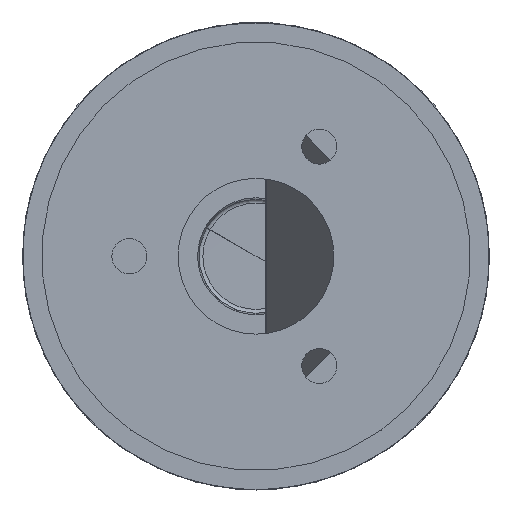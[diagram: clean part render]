
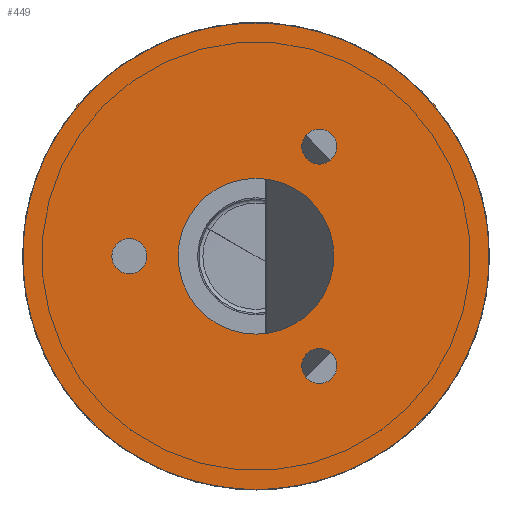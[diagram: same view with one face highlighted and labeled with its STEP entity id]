
A CAD part, front view. The second image highlights one B-rep face of the part: STEP entity #449.
In plain terms, the highlighted planar face has unit normal (0, -1, 0).
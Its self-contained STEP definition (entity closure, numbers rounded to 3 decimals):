
#192 = DIRECTION ( 'NONE',  ( 0., 0., 1. ) ) ;
#384 = CIRCLE ( 'NONE', #5680, 4.5 ) ;
#449 = ADVANCED_FACE ( 'NONE', ( #18335, #27670, #40427, #24760, #17506 ), #20818, .F. ) ;
#532 = AXIS2_PLACEMENT_3D ( 'NONE', #15076, #27724, #8873 ) ;
#652 = VERTEX_POINT ( 'NONE', #13737 ) ;
#1258 = ORIENTED_EDGE ( 'NONE', *, *, #36677, .T. ) ;
#2067 = AXIS2_PLACEMENT_3D ( 'NONE', #17522, #29940, #14615 ) ;
#2473 = DIRECTION ( 'NONE',  ( 0., 0., 1. ) ) ;
#3068 = CIRCLE ( 'NONE', #31443, 4.5 ) ;
#3194 = CARTESIAN_POINT ( 'NONE',  ( 16.25, 0., -28.146 ) ) ;
#3585 = ORIENTED_EDGE ( 'NONE', *, *, #31840, .F. ) ;
#3640 = DIRECTION ( 'NONE',  ( 0., 1., 0. ) ) ;
#3962 = CARTESIAN_POINT ( 'NONE',  ( -32.5, 0., 4.5 ) ) ;
#4070 = EDGE_CURVE ( 'NONE', #31269, #7250, #22854, .T. ) ;
#4153 = EDGE_CURVE ( 'NONE', #7616, #24928, #3068, .T. ) ;
#5063 = EDGE_LOOP ( 'NONE', ( #23566, #22899 ) ) ;
#5132 = EDGE_LOOP ( 'NONE', ( #40007, #13278 ) ) ;
#5680 = AXIS2_PLACEMENT_3D ( 'NONE', #3194, #35825, #25919 ) ;
#7250 = VERTEX_POINT ( 'NONE', #7508 ) ;
#7508 = CARTESIAN_POINT ( 'NONE',  ( 16.25, 0., 32.646 ) ) ;
#7616 = VERTEX_POINT ( 'NONE', #3962 ) ;
#8025 = CARTESIAN_POINT ( 'NONE',  ( 0., 0., 20. ) ) ;
#8873 = DIRECTION ( 'NONE',  ( 0., 0., 1. ) ) ;
#8888 = CARTESIAN_POINT ( 'NONE',  ( -32.5, 0., -4.5 ) ) ;
#9480 = EDGE_CURVE ( 'NONE', #652, #26021, #31239, .T. ) ;
#10039 = CARTESIAN_POINT ( 'NONE',  ( 16.25, 0., 23.646 ) ) ;
#10186 = CIRCLE ( 'NONE', #40560, 4.5 ) ;
#11586 = ORIENTED_EDGE ( 'NONE', *, *, #4070, .T. ) ;
#12251 = DIRECTION ( 'NONE',  ( 0., 0., 1. ) ) ;
#13042 = CIRCLE ( 'NONE', #532, 4.5 ) ;
#13278 = ORIENTED_EDGE ( 'NONE', *, *, #4153, .T. ) ;
#13737 = CARTESIAN_POINT ( 'NONE',  ( 16.25, 0., -32.646 ) ) ;
#14615 = DIRECTION ( 'NONE',  ( 0., 0., 1. ) ) ;
#15076 = CARTESIAN_POINT ( 'NONE',  ( -32.5, 0., 0. ) ) ;
#15255 = CARTESIAN_POINT ( 'NONE',  ( 0., 0., 0. ) ) ;
#15811 = ORIENTED_EDGE ( 'NONE', *, *, #33425, .T. ) ;
#16931 = EDGE_CURVE ( 'NONE', #20767, #24671, #20367, .T. ) ;
#17506 = FACE_BOUND ( 'NONE', #32295, .T. ) ;
#17522 = CARTESIAN_POINT ( 'NONE',  ( 0., 0., 0. ) ) ;
#17717 = CARTESIAN_POINT ( 'NONE',  ( 0., 0., 0. ) ) ;
#18333 = DIRECTION ( 'NONE',  ( 0., 0., 1. ) ) ;
#18335 = FACE_OUTER_BOUND ( 'NONE', #39549, .T. ) ;
#18644 = AXIS2_PLACEMENT_3D ( 'NONE', #17717, #3640, #28250 ) ;
#18682 = CARTESIAN_POINT ( 'NONE',  ( 0., 0., 0. ) ) ;
#19072 = CIRCLE ( 'NONE', #20387, 20. ) ;
#19335 = CARTESIAN_POINT ( 'NONE',  ( -32.5, 0., 0. ) ) ;
#20367 = CIRCLE ( 'NONE', #30934, 60. ) ;
#20387 = AXIS2_PLACEMENT_3D ( 'NONE', #18682, #28016, #12251 ) ;
#20767 = VERTEX_POINT ( 'NONE', #30111 ) ;
#20818 = PLANE ( 'NONE',  #18644 ) ;
#21556 = DIRECTION ( 'NONE',  ( 0., 0., 1. ) ) ;
#22588 = VERTEX_POINT ( 'NONE', #25232 ) ;
#22854 = CIRCLE ( 'NONE', #38043, 4.5 ) ;
#22899 = ORIENTED_EDGE ( 'NONE', *, *, #26775, .T. ) ;
#23301 = DIRECTION ( 'NONE',  ( 0., 0., 1. ) ) ;
#23566 = ORIENTED_EDGE ( 'NONE', *, *, #9480, .T. ) ;
#24671 = VERTEX_POINT ( 'NONE', #31862 ) ;
#24760 = FACE_BOUND ( 'NONE', #5063, .T. ) ;
#24928 = VERTEX_POINT ( 'NONE', #8888 ) ;
#25232 = CARTESIAN_POINT ( 'NONE',  ( 0., 0., -20. ) ) ;
#25715 = AXIS2_PLACEMENT_3D ( 'NONE', #37051, #30451, #21556 ) ;
#25919 = DIRECTION ( 'NONE',  ( 0., 0., 1. ) ) ;
#26021 = VERTEX_POINT ( 'NONE', #36578 ) ;
#26775 = EDGE_CURVE ( 'NONE', #26021, #652, #384, .T. ) ;
#27670 = FACE_BOUND ( 'NONE', #36964, .T. ) ;
#27724 = DIRECTION ( 'NONE',  ( 0., 1., 0. ) ) ;
#28016 = DIRECTION ( 'NONE',  ( 0., 1., 0. ) ) ;
#28250 = DIRECTION ( 'NONE',  ( 0., 0., 1. ) ) ;
#28482 = EDGE_CURVE ( 'NONE', #24928, #7616, #13042, .T. ) ;
#29307 = EDGE_CURVE ( 'NONE', #39648, #22588, #19072, .T. ) ;
#29940 = DIRECTION ( 'NONE',  ( 0., 1., 0. ) ) ;
#30111 = CARTESIAN_POINT ( 'NONE',  ( 0., 0., -60. ) ) ;
#30451 = DIRECTION ( 'NONE',  ( 0., 1., 0. ) ) ;
#30934 = AXIS2_PLACEMENT_3D ( 'NONE', #15255, #34042, #2473 ) ;
#31239 = CIRCLE ( 'NONE', #32546, 4.5 ) ;
#31269 = VERTEX_POINT ( 'NONE', #10039 ) ;
#31443 = AXIS2_PLACEMENT_3D ( 'NONE', #19335, #35031, #31943 ) ;
#31596 = CARTESIAN_POINT ( 'NONE',  ( 16.25, 0., -28.146 ) ) ;
#31840 = EDGE_CURVE ( 'NONE', #24671, #20767, #37568, .T. ) ;
#31862 = CARTESIAN_POINT ( 'NONE',  ( 0., 0., 60. ) ) ;
#31943 = DIRECTION ( 'NONE',  ( 0., 0., 1. ) ) ;
#32295 = EDGE_LOOP ( 'NONE', ( #11586, #1258 ) ) ;
#32546 = AXIS2_PLACEMENT_3D ( 'NONE', #31596, #34884, #192 ) ;
#32573 = CARTESIAN_POINT ( 'NONE',  ( 16.25, 0., 28.146 ) ) ;
#33425 = EDGE_CURVE ( 'NONE', #22588, #39648, #35721, .T. ) ;
#34042 = DIRECTION ( 'NONE',  ( 0., 1., 0. ) ) ;
#34621 = CARTESIAN_POINT ( 'NONE',  ( 16.25, 0., 28.146 ) ) ;
#34884 = DIRECTION ( 'NONE',  ( 0., 1., 0. ) ) ;
#35031 = DIRECTION ( 'NONE',  ( 0., 1., 0. ) ) ;
#35721 = CIRCLE ( 'NONE', #2067, 20. ) ;
#35825 = DIRECTION ( 'NONE',  ( 0., 1., 0. ) ) ;
#36578 = CARTESIAN_POINT ( 'NONE',  ( 16.25, 0., -23.646 ) ) ;
#36677 = EDGE_CURVE ( 'NONE', #7250, #31269, #10186, .T. ) ;
#36964 = EDGE_LOOP ( 'NONE', ( #15811, #37034 ) ) ;
#37034 = ORIENTED_EDGE ( 'NONE', *, *, #29307, .T. ) ;
#37051 = CARTESIAN_POINT ( 'NONE',  ( 0., 0., 0. ) ) ;
#37081 = ORIENTED_EDGE ( 'NONE', *, *, #16931, .F. ) ;
#37322 = DIRECTION ( 'NONE',  ( 0., 1., 0. ) ) ;
#37568 = CIRCLE ( 'NONE', #25715, 60. ) ;
#38043 = AXIS2_PLACEMENT_3D ( 'NONE', #34621, #37322, #18333 ) ;
#39549 = EDGE_LOOP ( 'NONE', ( #37081, #3585 ) ) ;
#39579 = DIRECTION ( 'NONE',  ( 0., 1., 0. ) ) ;
#39648 = VERTEX_POINT ( 'NONE', #8025 ) ;
#40007 = ORIENTED_EDGE ( 'NONE', *, *, #28482, .T. ) ;
#40427 = FACE_BOUND ( 'NONE', #5132, .T. ) ;
#40560 = AXIS2_PLACEMENT_3D ( 'NONE', #32573, #39579, #23301 ) ;
